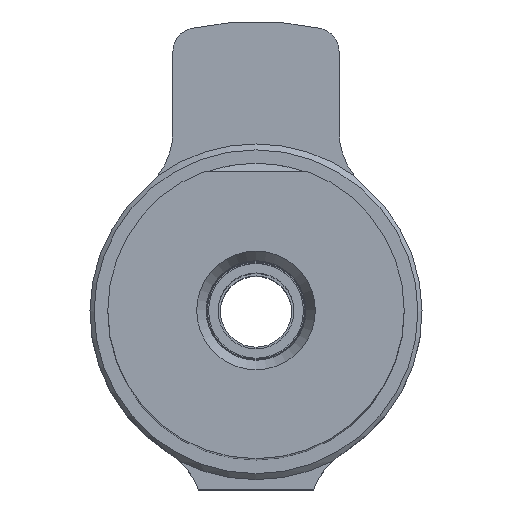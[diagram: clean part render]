
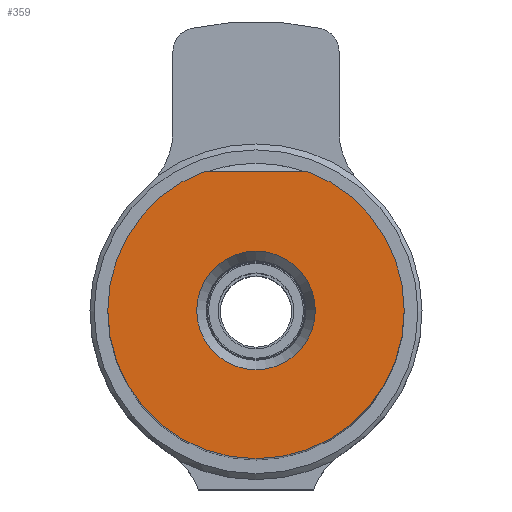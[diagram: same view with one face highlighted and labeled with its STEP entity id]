
A CAD part, top view. The second image highlights one B-rep face of the part: STEP entity #359.
In plain terms, the highlighted planar face has unit normal (0, 0, 1).
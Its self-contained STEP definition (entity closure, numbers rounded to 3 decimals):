
#277=EDGE_CURVE('Unnamed[1]',#619,#619,#620,.T.);
#303=EDGE_CURVE('Unnamed[1]',#655,#408,#656,.T.);
#327=EDGE_CURVE('Unnamed[1]',#655,#408,#685,.T.);
#359=ADVANCED_FACE('Unnamed[1]',(#725,#726),#727,.T.);
#408=VERTEX_POINT('',#771);
#619=VERTEX_POINT('',#1246);
#620=CIRCLE('',#1247,5.0);
#655=VERTEX_POINT('',#1301);
#656=LINE('',#1302,#1303);
#685=CIRCLE('',#1390,12.5);
#725=FACE_OUTER_BOUND('',#1591,.T.);
#726=FACE_BOUND('',#1592,.T.);
#727=PLANE('',#1593);
#771=CARTESIAN_POINT('',(-4.265,11.75,0.));
#1246=CARTESIAN_POINT('',(0.,5.0,0.));
#1247=AXIS2_PLACEMENT_3D('',#1918,#1919,#1920);
#1301=CARTESIAN_POINT('',(4.265,11.75,0.));
#1302=CARTESIAN_POINT('',(0.,11.75,0.));
#1303=VECTOR('',#1962,1.0);
#1390=AXIS2_PLACEMENT_3D('',#1989,#1990,#1991);
#1591=EDGE_LOOP('',(#2037,#2038));
#1592=EDGE_LOOP('',(#2039));
#1593=AXIS2_PLACEMENT_3D('',#2040,#2041,#2042);
#1918=CARTESIAN_POINT('',(0.,0.,0.));
#1919=DIRECTION('',(0.,0.,-1.0));
#1920=DIRECTION('',(0.,1.0,0.));
#1962=DIRECTION('',(-1.0,0.,0.));
#1989=CARTESIAN_POINT('',(0.,0.,0.));
#1990=DIRECTION('',(0.,0.,-1.0));
#1991=DIRECTION('',(0.,1.0,0.));
#2037=ORIENTED_EDGE('',*,*,#303,.T.);
#2038=ORIENTED_EDGE('',*,*,#327,.F.);
#2039=ORIENTED_EDGE('',*,*,#277,.T.);
#2040=CARTESIAN_POINT('',(0.,8.75,0.));
#2041=DIRECTION('',(0.,0.,1.0));
#2042=DIRECTION('',(0.,-1.0,0.));
